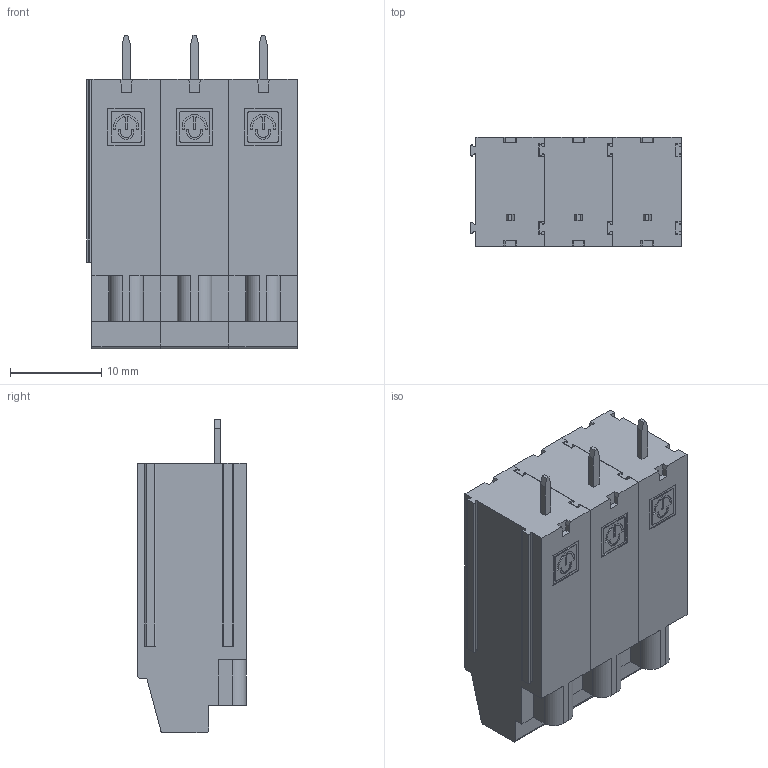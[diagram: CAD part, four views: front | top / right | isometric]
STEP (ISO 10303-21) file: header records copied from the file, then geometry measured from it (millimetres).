
FILE_DESCRIPTION(('STEP AP214'),'1');
FILE_NAME('MMT273-7,5-V.stp','2025-07-01T08:35:56',(' '),(' '),'Spatial InterOp 3D',' ',' ');
FILE_SCHEMA(('AUTOMOTIVE_DESIGN { 1 0 10303 214 1 1 1 1 }'));
Length unit declared in the file: metre
Products named in the file (3): 1751358924; 1751358919; 1751358918
Bounding box: 23.08 x 11.9 x 34.35 mm (x, y, z)
Volume: 6720.1 mm3; surface area: 5007.5 mm2
Topology: 3 solids, 3 shells, 462 faces, 1278 edges, 852 vertices
Faces by surface type: plane 351, cylinder 111
Full cylindrical faces by diameter (mm): 3.8 x3, 4 x3
Entity records: 21012 total; most frequent: CARTESIAN_POINT 2583, ORIENTED_EDGE 2538, DIRECTION 2430, STYLED_ITEM 1272, PRESENTATION_STYLE_ASSIGNMENT 1272, COLOUR_RGB 1272, EDGE_CURVE 1269, CURVE_STYLE 1269
